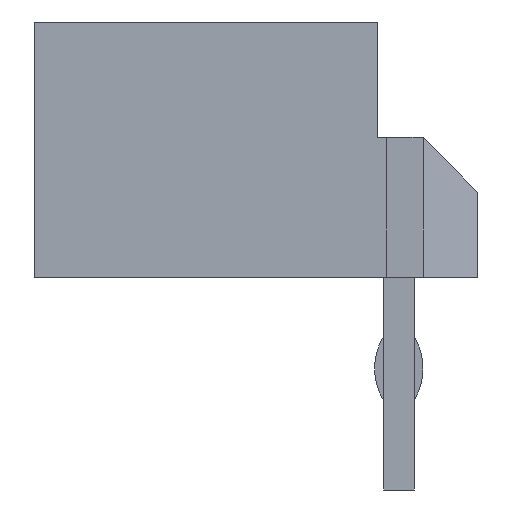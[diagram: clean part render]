
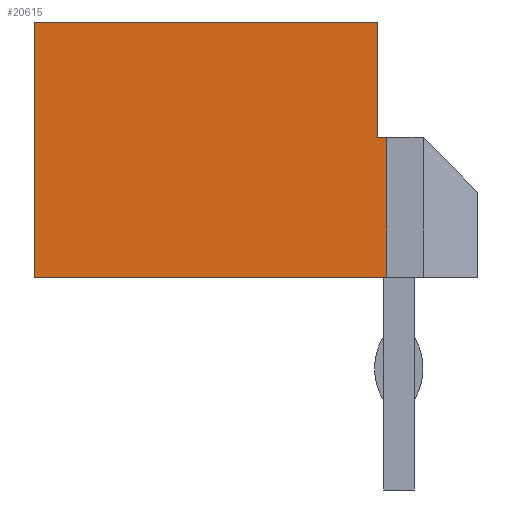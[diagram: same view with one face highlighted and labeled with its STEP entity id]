
A CAD part, left-side view. The second image highlights one B-rep face of the part: STEP entity #20615.
In plain terms, the highlighted planar face has unit normal (-1, 0, 0).
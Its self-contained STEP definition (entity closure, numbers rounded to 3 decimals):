
#368 = PLANE('',#369);
#369 = AXIS2_PLACEMENT_3D('',#370,#371,#372);
#370 = CARTESIAN_POINT('',(30.,-1.3,0.));
#371 = DIRECTION('',(0.,0.,-1.));
#372 = DIRECTION('',(-1.,0.,0.));
#3925 = PLANE('',#3926);
#3926 = AXIS2_PLACEMENT_3D('',#3927,#3928,#3929);
#3927 = CARTESIAN_POINT('',(14.,6.,2.1));
#3928 = DIRECTION('',(0.,1.,0.));
#3929 = DIRECTION('',(-1.,0.,0.));
#7499 = PLANE('',#7500);
#7500 = AXIS2_PLACEMENT_3D('',#7501,#7502,#7503);
#7501 = CARTESIAN_POINT('',(-2.,0.35,2.3));
#7502 = DIRECTION('',(0.,0.,-1.));
#7503 = DIRECTION('',(0.,-1.,0.));
#12731 = VERTEX_POINT('',#12732);
#12732 = CARTESIAN_POINT('',(-2.,0.2,2.3));
#12746 = PLANE('',#12747);
#12747 = AXIS2_PLACEMENT_3D('',#12748,#12749,#12750);
#12748 = CARTESIAN_POINT('',(-2.,0.2,0.));
#12749 = DIRECTION('',(0.,1.,0.));
#12750 = DIRECTION('',(1.,0.,0.));
#12758 = EDGE_CURVE('',#12759,#12731,#12761,.T.);
#12759 = VERTEX_POINT('',#12760);
#12760 = CARTESIAN_POINT('',(-2.,0.35,2.3));
#12761 = SURFACE_CURVE('',#12762,(#12766,#12773),.PCURVE_S1.);
#12762 = LINE('',#12763,#12764);
#12763 = CARTESIAN_POINT('',(-2.,0.35,2.3));
#12764 = VECTOR('',#12765,1.);
#12765 = DIRECTION('',(0.,-1.,0.));
#12766 = PCURVE('',#7499,#12767);
#12767 = DEFINITIONAL_REPRESENTATION('',(#12768),#12772);
#12768 = LINE('',#12769,#12770);
#12769 = CARTESIAN_POINT('',(0.,0.));
#12770 = VECTOR('',#12771,1.);
#12771 = DIRECTION('',(1.,0.));
#12772 = ( GEOMETRIC_REPRESENTATION_CONTEXT(2) 
PARAMETRIC_REPRESENTATION_CONTEXT() REPRESENTATION_CONTEXT('2D SPACE',''
  ) );
#12773 = PCURVE('',#12774,#12779);
#12774 = PLANE('',#12775);
#12775 = AXIS2_PLACEMENT_3D('',#12776,#12777,#12778);
#12776 = CARTESIAN_POINT('',(-2.,-1.3,0.));
#12777 = DIRECTION('',(-1.,0.,0.));
#12778 = DIRECTION('',(0.,0.,1.));
#12779 = DEFINITIONAL_REPRESENTATION('',(#12780),#12784);
#12780 = LINE('',#12781,#12782);
#12781 = CARTESIAN_POINT('',(2.3,1.65));
#12782 = VECTOR('',#12783,1.);
#12783 = DIRECTION('',(0.,-1.));
#12784 = ( GEOMETRIC_REPRESENTATION_CONTEXT(2) 
PARAMETRIC_REPRESENTATION_CONTEXT() REPRESENTATION_CONTEXT('2D SPACE',''
  ) );
#12802 = PLANE('',#12803);
#12803 = AXIS2_PLACEMENT_3D('',#12804,#12805,#12806);
#12804 = CARTESIAN_POINT('',(-2.,0.35,4.2));
#12805 = DIRECTION('',(0.,1.,0.));
#12806 = DIRECTION('',(0.,0.,-1.));
#14414 = PLANE('',#14415);
#14415 = AXIS2_PLACEMENT_3D('',#14416,#14417,#14418);
#14416 = CARTESIAN_POINT('',(-2.,-1.3,4.2));
#14417 = DIRECTION('',(0.,0.,1.));
#14418 = DIRECTION('',(1.,0.,0.));
#19968 = VERTEX_POINT('',#19969);
#19969 = CARTESIAN_POINT('',(-2.,6.,4.2));
#19990 = EDGE_CURVE('',#19991,#19968,#19993,.T.);
#19991 = VERTEX_POINT('',#19992);
#19992 = CARTESIAN_POINT('',(-2.,6.,0.));
#19993 = SURFACE_CURVE('',#19994,(#19998,#20005),.PCURVE_S1.);
#19994 = LINE('',#19995,#19996);
#19995 = CARTESIAN_POINT('',(-2.,6.,0.));
#19996 = VECTOR('',#19997,1.);
#19997 = DIRECTION('',(0.,0.,1.));
#19998 = PCURVE('',#3925,#19999);
#19999 = DEFINITIONAL_REPRESENTATION('',(#20000),#20004);
#20000 = LINE('',#20001,#20002);
#20001 = CARTESIAN_POINT('',(16.,-2.1));
#20002 = VECTOR('',#20003,1.);
#20003 = DIRECTION('',(0.,1.));
#20004 = ( GEOMETRIC_REPRESENTATION_CONTEXT(2) 
PARAMETRIC_REPRESENTATION_CONTEXT() REPRESENTATION_CONTEXT('2D SPACE',''
  ) );
#20005 = PCURVE('',#12774,#20006);
#20006 = DEFINITIONAL_REPRESENTATION('',(#20007),#20011);
#20007 = LINE('',#20008,#20009);
#20008 = CARTESIAN_POINT('',(0.,7.3));
#20009 = VECTOR('',#20010,1.);
#20010 = DIRECTION('',(1.,0.));
#20011 = ( GEOMETRIC_REPRESENTATION_CONTEXT(2) 
PARAMETRIC_REPRESENTATION_CONTEXT() REPRESENTATION_CONTEXT('2D SPACE',''
  ) );
#20277 = VERTEX_POINT('',#20278);
#20278 = CARTESIAN_POINT('',(-2.,0.2,0.));
#20414 = EDGE_CURVE('',#20277,#19991,#20415,.T.);
#20415 = SURFACE_CURVE('',#20416,(#20420,#20427),.PCURVE_S1.);
#20416 = LINE('',#20417,#20418);
#20417 = CARTESIAN_POINT('',(-2.,0.2,0.));
#20418 = VECTOR('',#20419,1.);
#20419 = DIRECTION('',(0.,1.,0.));
#20420 = PCURVE('',#368,#20421);
#20421 = DEFINITIONAL_REPRESENTATION('',(#20422),#20426);
#20422 = LINE('',#20423,#20424);
#20423 = CARTESIAN_POINT('',(32.,1.5));
#20424 = VECTOR('',#20425,1.);
#20425 = DIRECTION('',(0.,1.));
#20426 = ( GEOMETRIC_REPRESENTATION_CONTEXT(2) 
PARAMETRIC_REPRESENTATION_CONTEXT() REPRESENTATION_CONTEXT('2D SPACE',''
  ) );
#20427 = PCURVE('',#12774,#20428);
#20428 = DEFINITIONAL_REPRESENTATION('',(#20429),#20433);
#20429 = LINE('',#20430,#20431);
#20430 = CARTESIAN_POINT('',(0.,1.5));
#20431 = VECTOR('',#20432,1.);
#20432 = DIRECTION('',(0.,1.));
#20433 = ( GEOMETRIC_REPRESENTATION_CONTEXT(2) 
PARAMETRIC_REPRESENTATION_CONTEXT() REPRESENTATION_CONTEXT('2D SPACE',''
  ) );
#20571 = EDGE_CURVE('',#20572,#12759,#20574,.T.);
#20572 = VERTEX_POINT('',#20573);
#20573 = CARTESIAN_POINT('',(-2.,0.35,4.2));
#20574 = SURFACE_CURVE('',#20575,(#20579,#20586),.PCURVE_S1.);
#20575 = LINE('',#20576,#20577);
#20576 = CARTESIAN_POINT('',(-2.,0.35,4.2));
#20577 = VECTOR('',#20578,1.);
#20578 = DIRECTION('',(0.,0.,-1.));
#20579 = PCURVE('',#12802,#20580);
#20580 = DEFINITIONAL_REPRESENTATION('',(#20581),#20585);
#20581 = LINE('',#20582,#20583);
#20582 = CARTESIAN_POINT('',(0.,0.));
#20583 = VECTOR('',#20584,1.);
#20584 = DIRECTION('',(1.,0.));
#20585 = ( GEOMETRIC_REPRESENTATION_CONTEXT(2) 
PARAMETRIC_REPRESENTATION_CONTEXT() REPRESENTATION_CONTEXT('2D SPACE',''
  ) );
#20586 = PCURVE('',#12774,#20587);
#20587 = DEFINITIONAL_REPRESENTATION('',(#20588),#20592);
#20588 = LINE('',#20589,#20590);
#20589 = CARTESIAN_POINT('',(4.2,1.65));
#20590 = VECTOR('',#20591,1.);
#20591 = DIRECTION('',(-1.,0.));
#20592 = ( GEOMETRIC_REPRESENTATION_CONTEXT(2) 
PARAMETRIC_REPRESENTATION_CONTEXT() REPRESENTATION_CONTEXT('2D SPACE',''
  ) );
#20615 = ADVANCED_FACE('',(#20616),#12774,.T.);
#20616 = FACE_BOUND('',#20617,.F.);
#20617 = EDGE_LOOP('',(#20618,#20639,#20640,#20641,#20662,#20663));
#20618 = ORIENTED_EDGE('',*,*,#20619,.F.);
#20619 = EDGE_CURVE('',#20277,#12731,#20620,.T.);
#20620 = SURFACE_CURVE('',#20621,(#20625,#20632),.PCURVE_S1.);
#20621 = LINE('',#20622,#20623);
#20622 = CARTESIAN_POINT('',(-2.,0.2,0.));
#20623 = VECTOR('',#20624,1.);
#20624 = DIRECTION('',(0.,0.,1.));
#20625 = PCURVE('',#12774,#20626);
#20626 = DEFINITIONAL_REPRESENTATION('',(#20627),#20631);
#20627 = LINE('',#20628,#20629);
#20628 = CARTESIAN_POINT('',(0.,1.5));
#20629 = VECTOR('',#20630,1.);
#20630 = DIRECTION('',(1.,0.));
#20631 = ( GEOMETRIC_REPRESENTATION_CONTEXT(2) 
PARAMETRIC_REPRESENTATION_CONTEXT() REPRESENTATION_CONTEXT('2D SPACE',''
  ) );
#20632 = PCURVE('',#12746,#20633);
#20633 = DEFINITIONAL_REPRESENTATION('',(#20634),#20638);
#20634 = LINE('',#20635,#20636);
#20635 = CARTESIAN_POINT('',(0.,0.));
#20636 = VECTOR('',#20637,1.);
#20637 = DIRECTION('',(0.,-1.));
#20638 = ( GEOMETRIC_REPRESENTATION_CONTEXT(2) 
PARAMETRIC_REPRESENTATION_CONTEXT() REPRESENTATION_CONTEXT('2D SPACE',''
  ) );
#20639 = ORIENTED_EDGE('',*,*,#20414,.T.);
#20640 = ORIENTED_EDGE('',*,*,#19990,.T.);
#20641 = ORIENTED_EDGE('',*,*,#20642,.F.);
#20642 = EDGE_CURVE('',#20572,#19968,#20643,.T.);
#20643 = SURFACE_CURVE('',#20644,(#20648,#20655),.PCURVE_S1.);
#20644 = LINE('',#20645,#20646);
#20645 = CARTESIAN_POINT('',(-2.,0.35,4.2));
#20646 = VECTOR('',#20647,1.);
#20647 = DIRECTION('',(0.,1.,0.));
#20648 = PCURVE('',#12774,#20649);
#20649 = DEFINITIONAL_REPRESENTATION('',(#20650),#20654);
#20650 = LINE('',#20651,#20652);
#20651 = CARTESIAN_POINT('',(4.2,1.65));
#20652 = VECTOR('',#20653,1.);
#20653 = DIRECTION('',(0.,1.));
#20654 = ( GEOMETRIC_REPRESENTATION_CONTEXT(2) 
PARAMETRIC_REPRESENTATION_CONTEXT() REPRESENTATION_CONTEXT('2D SPACE',''
  ) );
#20655 = PCURVE('',#14414,#20656);
#20656 = DEFINITIONAL_REPRESENTATION('',(#20657),#20661);
#20657 = LINE('',#20658,#20659);
#20658 = CARTESIAN_POINT('',(0.,1.65));
#20659 = VECTOR('',#20660,1.);
#20660 = DIRECTION('',(0.,1.));
#20661 = ( GEOMETRIC_REPRESENTATION_CONTEXT(2) 
PARAMETRIC_REPRESENTATION_CONTEXT() REPRESENTATION_CONTEXT('2D SPACE',''
  ) );
#20662 = ORIENTED_EDGE('',*,*,#20571,.T.);
#20663 = ORIENTED_EDGE('',*,*,#12758,.T.);
